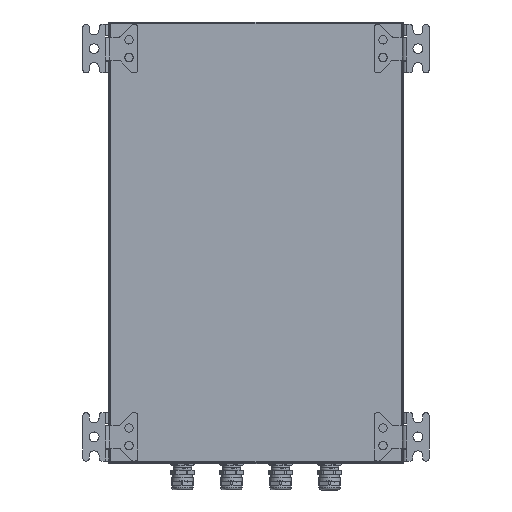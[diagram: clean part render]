
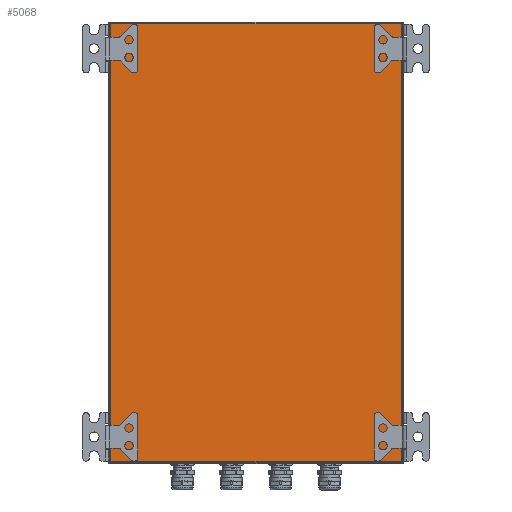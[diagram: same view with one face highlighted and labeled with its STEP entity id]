
A CAD part, front view. The second image highlights one B-rep face of the part: STEP entity #5068.
In plain terms, the highlighted planar face has unit normal (0, -1, 0).
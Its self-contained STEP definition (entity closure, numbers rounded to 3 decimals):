
#278 = PLANE ( 'NONE',  #13855 ) ;
#353 = LINE ( 'NONE', #3254, #11684 ) ;
#1286 = VERTEX_POINT ( 'NONE', #10799 ) ;
#1347 = EDGE_CURVE ( 'NONE', #2971, #1286, #353, .T. ) ;
#2126 = CARTESIAN_POINT ( 'NONE',  ( -150., 0., 224. ) ) ;
#2480 = DIRECTION ( 'NONE',  ( 0., 0., -1. ) ) ;
#2935 = EDGE_CURVE ( 'NONE', #5734, #11900, #5565, .T. ) ;
#2971 = VERTEX_POINT ( 'NONE', #4776 ) ;
#3032 = LINE ( 'NONE', #4561, #3371 ) ;
#3254 = CARTESIAN_POINT ( 'NONE',  ( -149., 0., -225. ) ) ;
#3371 = VECTOR ( 'NONE', #12240, 1000. ) ;
#4060 = CARTESIAN_POINT ( 'NONE',  ( 149., 0., -224. ) ) ;
#4521 = CARTESIAN_POINT ( 'NONE',  ( 149., 0., 225. ) ) ;
#4561 = CARTESIAN_POINT ( 'NONE',  ( 150., 0., -224. ) ) ;
#4776 = CARTESIAN_POINT ( 'NONE',  ( -149., 0., 224. ) ) ;
#5068 = ADVANCED_FACE ( 'NONE', ( #12983 ), #278, .T. ) ;
#5226 = VECTOR ( 'NONE', #6749, 1000. ) ;
#5565 = LINE ( 'NONE', #4521, #5226 ) ;
#5734 = VERTEX_POINT ( 'NONE', #4060 ) ;
#6348 = ORIENTED_EDGE ( 'NONE', *, *, #12889, .T. ) ;
#6643 = CARTESIAN_POINT ( 'NONE',  ( 149., 0., 224. ) ) ;
#6749 = DIRECTION ( 'NONE',  ( 0., 0., 1. ) ) ;
#7954 = CARTESIAN_POINT ( 'NONE',  ( 0., 0., 0. ) ) ;
#8855 = EDGE_LOOP ( 'NONE', ( #12149, #9903, #12296, #6348 ) ) ;
#9053 = DIRECTION ( 'NONE',  ( 0., -1., 0. ) ) ;
#9634 = EDGE_CURVE ( 'NONE', #1286, #5734, #3032, .T. ) ;
#9903 = ORIENTED_EDGE ( 'NONE', *, *, #9634, .T. ) ;
#10799 = CARTESIAN_POINT ( 'NONE',  ( -149., 0., -224. ) ) ;
#10919 = DIRECTION ( 'NONE',  ( -1., 0., 0. ) ) ;
#10939 = DIRECTION ( 'NONE',  ( 0., 0., -1. ) ) ;
#11327 = LINE ( 'NONE', #2126, #13566 ) ;
#11684 = VECTOR ( 'NONE', #10939, 1000. ) ;
#11900 = VERTEX_POINT ( 'NONE', #6643 ) ;
#12149 = ORIENTED_EDGE ( 'NONE', *, *, #1347, .T. ) ;
#12240 = DIRECTION ( 'NONE',  ( 1., 0., 0. ) ) ;
#12296 = ORIENTED_EDGE ( 'NONE', *, *, #2935, .T. ) ;
#12889 = EDGE_CURVE ( 'NONE', #11900, #2971, #11327, .T. ) ;
#12983 = FACE_OUTER_BOUND ( 'NONE', #8855, .T. ) ;
#13566 = VECTOR ( 'NONE', #10919, 1000. ) ;
#13855 = AXIS2_PLACEMENT_3D ( 'NONE', #7954, #9053, #2480 ) ;
